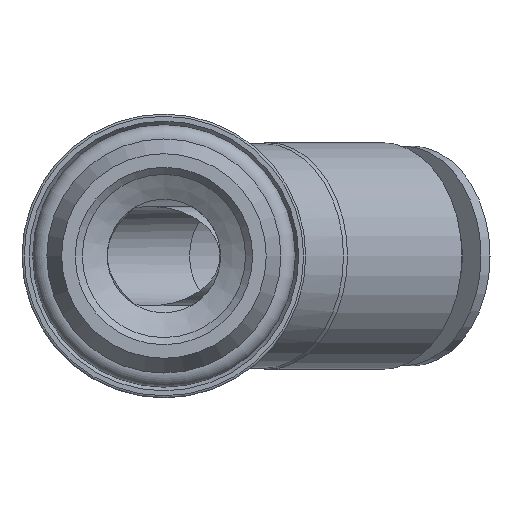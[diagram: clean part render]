
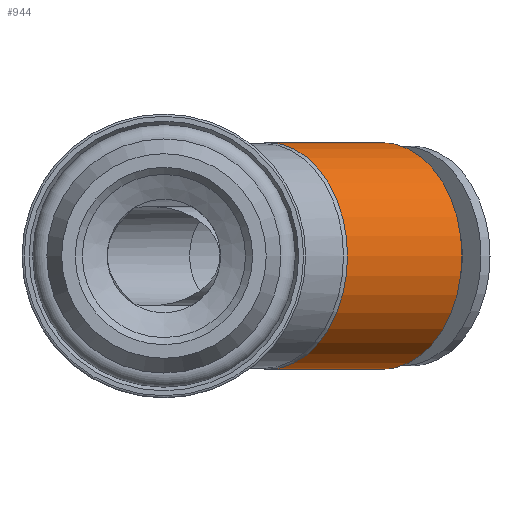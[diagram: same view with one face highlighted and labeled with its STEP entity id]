
A CAD part, front view. The second image highlights one B-rep face of the part: STEP entity #944.
In plain terms, the highlighted cylindrical face has radius 8 mm (diameter 16 mm), a full revolution.
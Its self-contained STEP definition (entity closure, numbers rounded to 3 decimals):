
#57=CYLINDRICAL_SURFACE('',#1032,8.);
#160=ORIENTED_EDGE('',*,*,#276,.T.);
#161=ORIENTED_EDGE('',*,*,#277,.T.);
#276=EDGE_CURVE('',#337,#337,#379,.T.);
#277=EDGE_CURVE('',#338,#338,#380,.T.);
#337=VERTEX_POINT('',#1399);
#338=VERTEX_POINT('',#1401);
#379=CIRCLE('',#1033,8.);
#380=CIRCLE('',#1034,8.);
#428=EDGE_LOOP('',(#160));
#429=EDGE_LOOP('',(#161));
#514=FACE_BOUND('',#428,.T.);
#515=FACE_BOUND('',#429,.T.);
#944=ADVANCED_FACE('',(#514,#515),#57,.T.);
#1032=AXIS2_PLACEMENT_3D('',#1397,#1179,#1180);
#1033=AXIS2_PLACEMENT_3D('',#1398,#1181,#1182);
#1034=AXIS2_PLACEMENT_3D('',#1400,#1183,#1184);
#1179=DIRECTION('',(0.707,0.707,0.));
#1180=DIRECTION('',(0.707,-0.707,0.));
#1181=DIRECTION('',(-0.707,-0.707,0.));
#1182=DIRECTION('',(0.707,-0.707,0.));
#1183=DIRECTION('',(0.707,0.707,0.));
#1184=DIRECTION('',(0.707,-0.707,0.));
#1397=CARTESIAN_POINT('',(-2.651,-2.651,0.));
#1398=CARTESIAN_POINT('',(15.344,15.344,0.));
#1399=CARTESIAN_POINT('',(21.001,9.687,0.));
#1400=CARTESIAN_POINT('',(7.283,7.283,0.));
#1401=CARTESIAN_POINT('',(12.94,1.626,0.));
